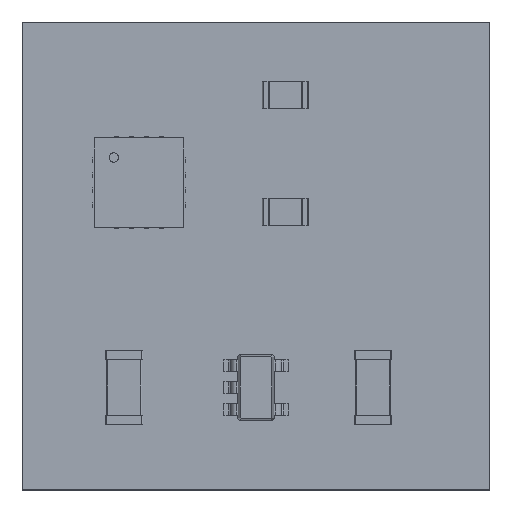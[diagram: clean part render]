
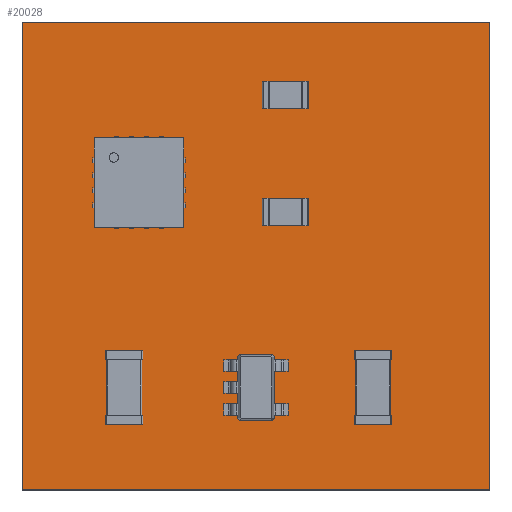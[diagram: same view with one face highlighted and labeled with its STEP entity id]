
A CAD part, top view. The second image highlights one B-rep face of the part: STEP entity #20028.
In plain terms, the highlighted planar face has unit normal (0, 0, 1).
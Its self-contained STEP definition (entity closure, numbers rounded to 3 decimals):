
#19714 = VERTEX_POINT('',#19715);
#19715 = CARTESIAN_POINT('',(139.7,-88.9,1.6));
#19722 = PLANE('',#19723);
#19723 = AXIS2_PLACEMENT_3D('',#19724,#19725,#19726);
#19724 = CARTESIAN_POINT('',(139.7,-88.9,0.));
#19725 = DIRECTION('',(0.,-1.,0.));
#19726 = DIRECTION('',(-1.,0.,0.));
#19734 = PLANE('',#19735);
#19735 = AXIS2_PLACEMENT_3D('',#19736,#19737,#19738);
#19736 = CARTESIAN_POINT('',(139.7,-109.22,0.));
#19737 = DIRECTION('',(-1.,0.,0.));
#19738 = DIRECTION('',(0.,1.,0.));
#19746 = EDGE_CURVE('',#19714,#19747,#19749,.T.);
#19747 = VERTEX_POINT('',#19748);
#19748 = CARTESIAN_POINT('',(119.38,-88.9,1.6));
#19749 = SURFACE_CURVE('',#19750,(#19754,#19761),.PCURVE_S1.);
#19750 = LINE('',#19751,#19752);
#19751 = CARTESIAN_POINT('',(139.7,-88.9,1.6));
#19752 = VECTOR('',#19753,1.);
#19753 = DIRECTION('',(-1.,0.,0.));
#19754 = PCURVE('',#19722,#19755);
#19755 = DEFINITIONAL_REPRESENTATION('',(#19756),#19760);
#19756 = LINE('',#19757,#19758);
#19757 = CARTESIAN_POINT('',(0.,-1.6));
#19758 = VECTOR('',#19759,1.);
#19759 = DIRECTION('',(1.,0.));
#19760 = ( GEOMETRIC_REPRESENTATION_CONTEXT(2) 
PARAMETRIC_REPRESENTATION_CONTEXT() REPRESENTATION_CONTEXT('2D SPACE',''
  ) );
#19761 = PCURVE('',#19762,#19767);
#19762 = PLANE('',#19763);
#19763 = AXIS2_PLACEMENT_3D('',#19764,#19765,#19766);
#19764 = CARTESIAN_POINT('',(129.54,-99.06,1.6));
#19765 = DIRECTION('',(0.,0.,1.));
#19766 = DIRECTION('',(1.,0.,-0.));
#19767 = DEFINITIONAL_REPRESENTATION('',(#19768),#19772);
#19768 = LINE('',#19769,#19770);
#19769 = CARTESIAN_POINT('',(10.16,10.16));
#19770 = VECTOR('',#19771,1.);
#19771 = DIRECTION('',(-1.,0.));
#19772 = ( GEOMETRIC_REPRESENTATION_CONTEXT(2) 
PARAMETRIC_REPRESENTATION_CONTEXT() REPRESENTATION_CONTEXT('2D SPACE',''
  ) );
#19790 = PLANE('',#19791);
#19791 = AXIS2_PLACEMENT_3D('',#19792,#19793,#19794);
#19792 = CARTESIAN_POINT('',(119.38,-88.9,0.));
#19793 = DIRECTION('',(1.,0.,-0.));
#19794 = DIRECTION('',(0.,-1.,0.));
#19832 = EDGE_CURVE('',#19747,#19833,#19835,.T.);
#19833 = VERTEX_POINT('',#19834);
#19834 = CARTESIAN_POINT('',(119.38,-109.22,1.6));
#19835 = SURFACE_CURVE('',#19836,(#19840,#19847),.PCURVE_S1.);
#19836 = LINE('',#19837,#19838);
#19837 = CARTESIAN_POINT('',(119.38,-88.9,1.6));
#19838 = VECTOR('',#19839,1.);
#19839 = DIRECTION('',(0.,-1.,0.));
#19840 = PCURVE('',#19790,#19841);
#19841 = DEFINITIONAL_REPRESENTATION('',(#19842),#19846);
#19842 = LINE('',#19843,#19844);
#19843 = CARTESIAN_POINT('',(0.,-1.6));
#19844 = VECTOR('',#19845,1.);
#19845 = DIRECTION('',(1.,0.));
#19846 = ( GEOMETRIC_REPRESENTATION_CONTEXT(2) 
PARAMETRIC_REPRESENTATION_CONTEXT() REPRESENTATION_CONTEXT('2D SPACE',''
  ) );
#19847 = PCURVE('',#19762,#19848);
#19848 = DEFINITIONAL_REPRESENTATION('',(#19849),#19853);
#19849 = LINE('',#19850,#19851);
#19850 = CARTESIAN_POINT('',(-10.16,10.16));
#19851 = VECTOR('',#19852,1.);
#19852 = DIRECTION('',(0.,-1.));
#19853 = ( GEOMETRIC_REPRESENTATION_CONTEXT(2) 
PARAMETRIC_REPRESENTATION_CONTEXT() REPRESENTATION_CONTEXT('2D SPACE',''
  ) );
#19871 = PLANE('',#19872);
#19872 = AXIS2_PLACEMENT_3D('',#19873,#19874,#19875);
#19873 = CARTESIAN_POINT('',(119.38,-109.22,0.));
#19874 = DIRECTION('',(0.,1.,0.));
#19875 = DIRECTION('',(1.,0.,0.));
#19908 = EDGE_CURVE('',#19833,#19909,#19911,.T.);
#19909 = VERTEX_POINT('',#19910);
#19910 = CARTESIAN_POINT('',(139.7,-109.22,1.6));
#19911 = SURFACE_CURVE('',#19912,(#19916,#19923),.PCURVE_S1.);
#19912 = LINE('',#19913,#19914);
#19913 = CARTESIAN_POINT('',(119.38,-109.22,1.6));
#19914 = VECTOR('',#19915,1.);
#19915 = DIRECTION('',(1.,0.,0.));
#19916 = PCURVE('',#19871,#19917);
#19917 = DEFINITIONAL_REPRESENTATION('',(#19918),#19922);
#19918 = LINE('',#19919,#19920);
#19919 = CARTESIAN_POINT('',(0.,-1.6));
#19920 = VECTOR('',#19921,1.);
#19921 = DIRECTION('',(1.,0.));
#19922 = ( GEOMETRIC_REPRESENTATION_CONTEXT(2) 
PARAMETRIC_REPRESENTATION_CONTEXT() REPRESENTATION_CONTEXT('2D SPACE',''
  ) );
#19923 = PCURVE('',#19762,#19924);
#19924 = DEFINITIONAL_REPRESENTATION('',(#19925),#19929);
#19925 = LINE('',#19926,#19927);
#19926 = CARTESIAN_POINT('',(-10.16,-10.16));
#19927 = VECTOR('',#19928,1.);
#19928 = DIRECTION('',(1.,0.));
#19929 = ( GEOMETRIC_REPRESENTATION_CONTEXT(2) 
PARAMETRIC_REPRESENTATION_CONTEXT() REPRESENTATION_CONTEXT('2D SPACE',''
  ) );
#19979 = EDGE_CURVE('',#19909,#19714,#19980,.T.);
#19980 = SURFACE_CURVE('',#19981,(#19985,#19992),.PCURVE_S1.);
#19981 = LINE('',#19982,#19983);
#19982 = CARTESIAN_POINT('',(139.7,-109.22,1.6));
#19983 = VECTOR('',#19984,1.);
#19984 = DIRECTION('',(0.,1.,0.));
#19985 = PCURVE('',#19734,#19986);
#19986 = DEFINITIONAL_REPRESENTATION('',(#19987),#19991);
#19987 = LINE('',#19988,#19989);
#19988 = CARTESIAN_POINT('',(0.,-1.6));
#19989 = VECTOR('',#19990,1.);
#19990 = DIRECTION('',(1.,0.));
#19991 = ( GEOMETRIC_REPRESENTATION_CONTEXT(2) 
PARAMETRIC_REPRESENTATION_CONTEXT() REPRESENTATION_CONTEXT('2D SPACE',''
  ) );
#19992 = PCURVE('',#19762,#19993);
#19993 = DEFINITIONAL_REPRESENTATION('',(#19994),#19998);
#19994 = LINE('',#19995,#19996);
#19995 = CARTESIAN_POINT('',(10.16,-10.16));
#19996 = VECTOR('',#19997,1.);
#19997 = DIRECTION('',(0.,1.));
#19998 = ( GEOMETRIC_REPRESENTATION_CONTEXT(2) 
PARAMETRIC_REPRESENTATION_CONTEXT() REPRESENTATION_CONTEXT('2D SPACE',''
  ) );
#20028 = ADVANCED_FACE('',(#20029),#19762,.T.);
#20029 = FACE_BOUND('',#20030,.T.);
#20030 = EDGE_LOOP('',(#20031,#20032,#20033,#20034));
#20031 = ORIENTED_EDGE('',*,*,#19746,.T.);
#20032 = ORIENTED_EDGE('',*,*,#19832,.T.);
#20033 = ORIENTED_EDGE('',*,*,#19908,.T.);
#20034 = ORIENTED_EDGE('',*,*,#19979,.T.);
